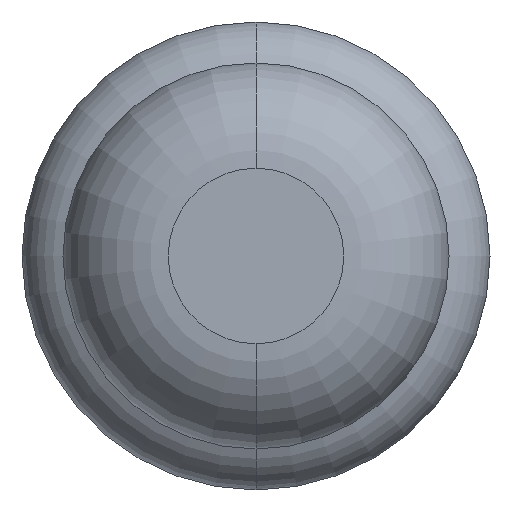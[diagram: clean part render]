
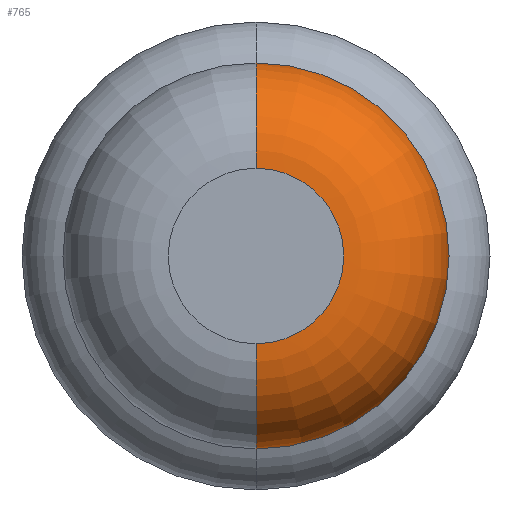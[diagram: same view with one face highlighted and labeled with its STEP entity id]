
A CAD part, front view. The second image highlights one B-rep face of the part: STEP entity #765.
In plain terms, the highlighted toroidal (fillet/blend) face has major radius 0.375 mm and minor radius 0.45 mm.
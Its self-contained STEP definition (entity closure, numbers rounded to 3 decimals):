
#123 = AXIS2_PLACEMENT_3D ( 'NONE', #3303, #3651, #1729 ) ;
#231 = VERTEX_POINT ( 'NONE', #2421 ) ;
#257 = EDGE_CURVE ( 'Defeature ausgef�hrt1_9+Defeature ausgef�hrt1_8+Defeature ausgef�hrt1_8+Defeature ausgef�hrt1_8', #1028, #231, #2693, .T. ) ;
#417 = ORIENTED_EDGE ( 'NONE', *, *, #2221, .T. ) ;
#449 = CARTESIAN_POINT ( 'NONE',  ( 0., -27.4, 0. ) ) ;
#467 = ORIENTED_EDGE ( 'NONE', *, *, #257, .F. ) ;
#765 = ADVANCED_FACE ( 'Defeature ausgef�hrt1_8', ( #1378 ), #1194, .T. ) ;
#903 = DIRECTION ( 'NONE',  ( 0., 1., 0. ) ) ;
#985 = AXIS2_PLACEMENT_3D ( 'NONE', #449, #3258, #1113 ) ;
#1028 = VERTEX_POINT ( 'NONE', #2456 ) ;
#1113 = DIRECTION ( 'NONE',  ( 0., 0., 1. ) ) ;
#1194 = TOROIDAL_SURFACE ( 'NONE', #123, 0.375, 0.45 ) ;
#1335 = AXIS2_PLACEMENT_3D ( 'NONE', #2060, #2373, #3580 ) ;
#1363 = CIRCLE ( 'NONE', #1335, 0.45 ) ;
#1378 = FACE_OUTER_BOUND ( 'NONE', #4056, .T. ) ;
#1486 = CARTESIAN_POINT ( 'NONE',  ( 0., -26.95, 0. ) ) ;
#1515 = CIRCLE ( 'NONE', #2623, 0.45 ) ;
#1729 = DIRECTION ( 'NONE',  ( 0., 0., 1. ) ) ;
#1828 = DIRECTION ( 'NONE',  ( 0., 0., 1. ) ) ;
#1894 = CARTESIAN_POINT ( 'NONE',  ( 0., -27.4, -0.375 ) ) ;
#1971 = ORIENTED_EDGE ( 'NONE', *, *, #2752, .F. ) ;
#2060 = CARTESIAN_POINT ( 'NONE',  ( 0., -26.95, 0.375 ) ) ;
#2221 = EDGE_CURVE ( 'Defeature ausgef�hrt1_8+Defeature ausgef�hrt1_7+Defeature ausgef�hrt1_7+Defeature ausgef�hrt1_7', #2290, #3909, #2400, .T. ) ;
#2290 = VERTEX_POINT ( 'NONE', #3327 ) ;
#2373 = DIRECTION ( 'NONE',  ( -1., 0., 0. ) ) ;
#2400 = CIRCLE ( 'NONE', #985, 0.375 ) ;
#2421 = CARTESIAN_POINT ( 'NONE',  ( 0., -26.95, -0.825 ) ) ;
#2456 = CARTESIAN_POINT ( 'NONE',  ( 0., -26.95, 0.825 ) ) ;
#2565 = EDGE_CURVE ( 'NONE', #3909, #231, #1515, .T. ) ;
#2623 = AXIS2_PLACEMENT_3D ( 'NONE', #2800, #2812, #3123 ) ;
#2640 = ORIENTED_EDGE ( 'NONE', *, *, #2565, .T. ) ;
#2693 = CIRCLE ( 'NONE', #3407, 0.825 ) ;
#2752 = EDGE_CURVE ( 'NONE', #2290, #1028, #1363, .T. ) ;
#2800 = CARTESIAN_POINT ( 'NONE',  ( 0., -26.95, -0.375 ) ) ;
#2812 = DIRECTION ( 'NONE',  ( 1., 0., 0. ) ) ;
#3123 = DIRECTION ( 'NONE',  ( 0., 0., -1. ) ) ;
#3258 = DIRECTION ( 'NONE',  ( 0., 1., 0. ) ) ;
#3303 = CARTESIAN_POINT ( 'NONE',  ( 0., -26.95, 0. ) ) ;
#3327 = CARTESIAN_POINT ( 'NONE',  ( 0., -27.4, 0.375 ) ) ;
#3407 = AXIS2_PLACEMENT_3D ( 'NONE', #1486, #903, #1828 ) ;
#3580 = DIRECTION ( 'NONE',  ( 0., 0., 1. ) ) ;
#3651 = DIRECTION ( 'NONE',  ( 0., 1., 0. ) ) ;
#3909 = VERTEX_POINT ( 'NONE', #1894 ) ;
#4056 = EDGE_LOOP ( 'NONE', ( #417, #2640, #467, #1971 ) ) ;
